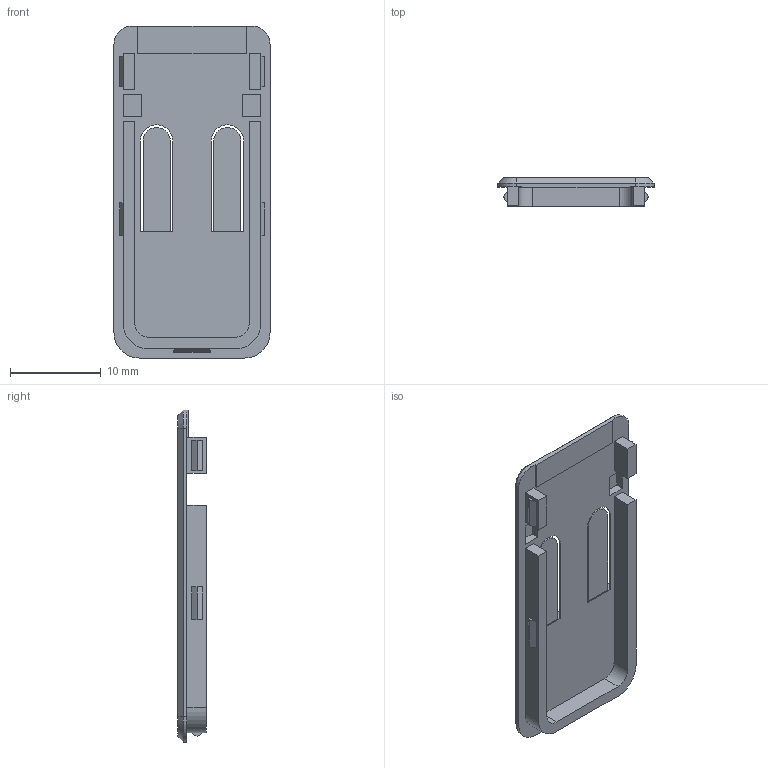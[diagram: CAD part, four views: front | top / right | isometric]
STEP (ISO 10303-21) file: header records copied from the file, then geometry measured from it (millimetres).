
FILE_DESCRIPTION (( 'STEP AP214' ), '1' );
FILE_NAME ('nRF52840 EByte Button Case Top.STEP', '2024-12-16T03:21:07', ( '' ), ( '' ), 'MPSTEP 2.0', 'Macroplastics Offline CAD Suite', '' );
FILE_SCHEMA (( 'UwU' ));
Length unit declared in the file: millimetre
Products named in the file (1): nRF52840 EByte Button Case Top
Bounding box: 17.2 x 3.12 x 36.6 mm (x, y, z)
Volume: 751.1 mm3; surface area: 1739.1 mm2
Topology: 6 solids, 6 shells, 136 faces, 325 edges, 212 vertices
Faces by surface type: plane 104, cylinder 24, cone 8
Entity records: 3977 total; most frequent: CARTESIAN_POINT 674, DIRECTION 655, ORIENTED_EDGE 650, EDGE_CURVE 325, LINE 269, VECTOR 269, VERTEX_POINT 212, AXIS2_PLACEMENT_3D 193
